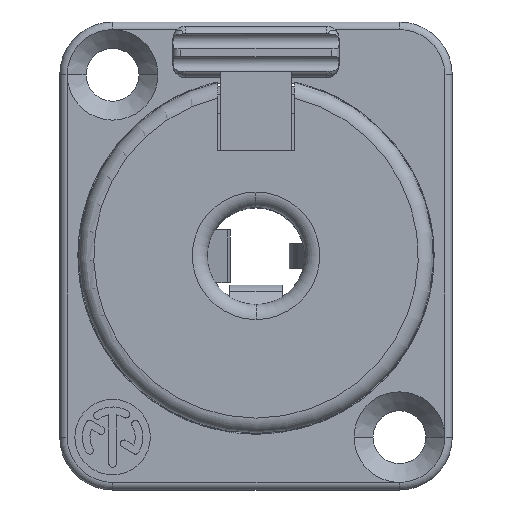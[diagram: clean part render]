
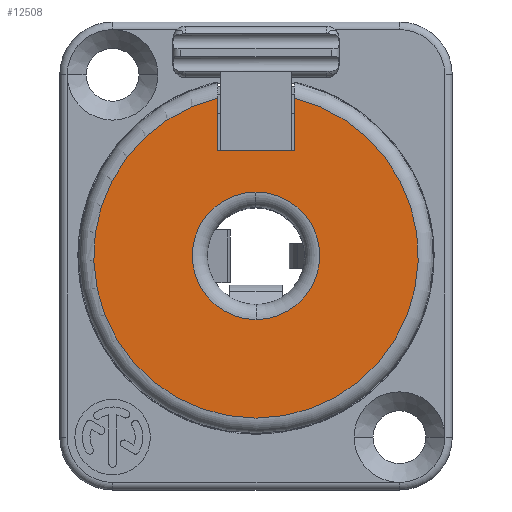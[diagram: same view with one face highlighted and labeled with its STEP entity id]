
A CAD part, top view. The second image highlights one B-rep face of the part: STEP entity #12508.
In plain terms, the highlighted planar face has unit normal (0, 0, 1).
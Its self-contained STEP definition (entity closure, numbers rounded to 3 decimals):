
#4264=CARTESIAN_POINT('',(-2.55,10.443,2.75));
#4266=CARTESIAN_POINT('',(0.,0.,2.75));
#4267=DIRECTION('',(0.,0.,1.));
#4268=DIRECTION('',(-0.237,0.971,0.));
#4269=AXIS2_PLACEMENT_3D('',#4266,#4267,#4268);
#4281=DIRECTION('',(0.,1.,0.));
#4282=VECTOR('',#4281,3.493);
#4283=CARTESIAN_POINT('',(-2.55,6.95,2.75));
#4284=LINE('',#4283,#4282);
#4285=DIRECTION('',(-1.,0.,0.));
#4286=VECTOR('',#4285,5.1);
#4287=CARTESIAN_POINT('',(2.55,6.95,2.75));
#4288=LINE('',#4287,#4286);
#4289=DIRECTION('',(0.,-1.,0.));
#4290=VECTOR('',#4289,3.493);
#4291=CARTESIAN_POINT('',(2.55,10.443,2.75));
#4292=LINE('',#4291,#4290);
#4301=CARTESIAN_POINT('',(0.,0.,2.75));
#4302=DIRECTION('',(0.,0.,-1.));
#4303=DIRECTION('',(0.,-1.,0.));
#4304=AXIS2_PLACEMENT_3D('',#4301,#4302,#4303);
#4316=CARTESIAN_POINT('',(0.,0.,2.75));
#4317=DIRECTION('',(0.,0.,-1.));
#4318=DIRECTION('',(0.,1.,0.));
#4319=AXIS2_PLACEMENT_3D('',#4316,#4317,#4318);
#4813=CARTESIAN_POINT('',(2.55,6.95,2.75));
#4814=CARTESIAN_POINT('',(-2.55,6.95,2.75));
#4815=VERTEX_POINT('',#4813);
#4816=VERTEX_POINT('',#4814);
#4821=VERTEX_POINT('',#4264);
#4822=CARTESIAN_POINT('',(2.55,10.443,2.75));
#4823=VERTEX_POINT('',#4822);
#4824=CARTESIAN_POINT('',(0.,-4.225,2.75));
#4825=CARTESIAN_POINT('',(0.,4.225,2.75));
#4826=VERTEX_POINT('',#4824);
#4827=VERTEX_POINT('',#4825);
#12490=CARTESIAN_POINT('',(0.,0.,2.75));
#12491=DIRECTION('',(0.,0.,1.));
#12492=DIRECTION('',(0.,-1.,0.));
#12493=AXIS2_PLACEMENT_3D('',#12490,#12491,#12492);
#12494=PLANE('',#12493);
#12495=ORIENTED_EDGE('',*,*,#12484,.F.);
#12496=ORIENTED_EDGE('',*,*,#12422,.F.);
#12498=ORIENTED_EDGE('',*,*,#12497,.F.);
#12499=ORIENTED_EDGE('',*,*,#12457,.F.);
#12500=EDGE_LOOP('',(#12495,#12496,#12498,#12499));
#12501=FACE_OUTER_BOUND('',#12500,.F.);
#12503=ORIENTED_EDGE('',*,*,#12502,.F.);
#12505=ORIENTED_EDGE('',*,*,#12504,.F.);
#12506=EDGE_LOOP('',(#12503,#12505));
#12507=FACE_BOUND('',#12506,.F.);
#12508=ADVANCED_FACE('',(#12501,#12507),#12494,.T.);
#4270=CIRCLE('',#4269,10.75);
#4305=CIRCLE('',#4304,4.225);
#4320=CIRCLE('',#4319,4.225);
#12422=EDGE_CURVE('',#4816,#4821,#4284,.T.);
#12457=EDGE_CURVE('',#4823,#4815,#4292,.T.);
#12484=EDGE_CURVE('',#4821,#4823,#4270,.T.);
#12497=EDGE_CURVE('',#4815,#4816,#4288,.T.);
#12502=EDGE_CURVE('',#4826,#4827,#4305,.T.);
#12504=EDGE_CURVE('',#4827,#4826,#4320,.T.);
